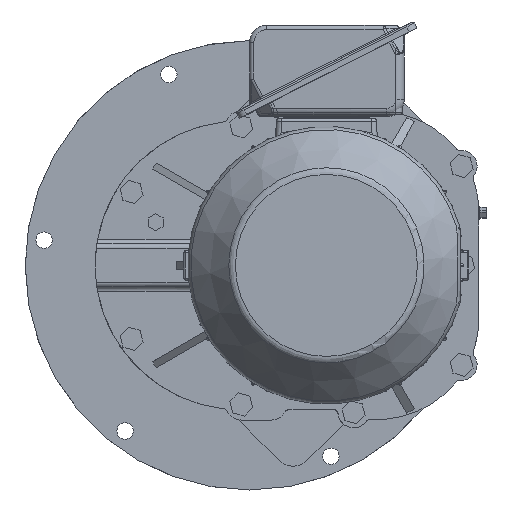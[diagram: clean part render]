
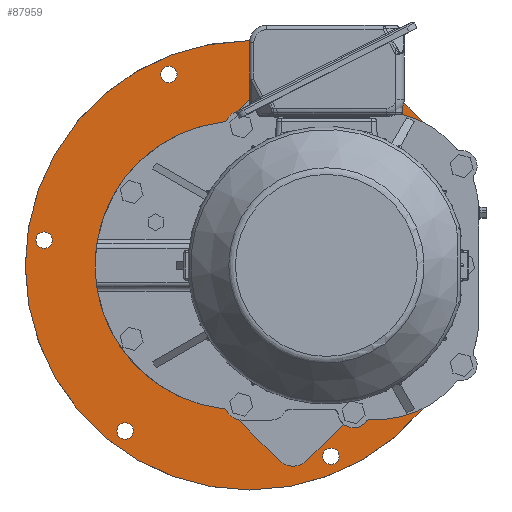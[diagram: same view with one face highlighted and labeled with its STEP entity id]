
A CAD part, left-side view. The second image highlights one B-rep face of the part: STEP entity #87959.
In plain terms, the highlighted planar face has unit normal (-1, 0, 0).
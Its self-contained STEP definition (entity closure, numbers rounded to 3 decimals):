
#3640 = CARTESIAN_POINT ( 'NONE',  ( -24., -273.357, -18.01 ) ) ;
#3850 = FACE_BOUND ( 'NONE', #71973, .T. ) ;
#5527 = AXIS2_PLACEMENT_3D ( 'NONE', #11346, #61387, #33181 ) ;
#6703 = DIRECTION ( 'NONE',  ( 0., 0., 1. ) ) ;
#7345 = CIRCLE ( 'NONE', #38247, 9.5 ) ;
#7796 = CARTESIAN_POINT ( 'NONE',  ( -24., -210., 0. ) ) ;
#7940 = LINE ( 'NONE', #126120, #78495 ) ;
#9573 = DIRECTION ( 'NONE',  ( 0., 0., 1. ) ) ;
#11346 = CARTESIAN_POINT ( 'NONE',  ( -24., 144.436, -191.673 ) ) ;
#11534 = VERTEX_POINT ( 'NONE', #55518 ) ;
#12379 = VERTEX_POINT ( 'NONE', #107750 ) ;
#16808 = DIRECTION ( 'NONE',  ( 0., 0., 1. ) ) ;
#17355 = EDGE_CURVE ( 'NONE', #78474, #68412, #33258, .T. ) ;
#17968 = CARTESIAN_POINT ( 'NONE',  ( -24., -251.089, 46. ) ) ;
#18621 = EDGE_CURVE ( 'NONE', #119222, #119222, #32683, .T. ) ;
#18949 = LINE ( 'NONE', #58116, #54767 ) ;
#18975 = ORIENTED_EDGE ( 'NONE', *, *, #29227, .F. ) ;
#19772 = ORIENTED_EDGE ( 'NONE', *, *, #125467, .F. ) ;
#21733 = DIRECTION ( 'NONE',  ( 0., 0., -1. ) ) ;
#21776 = ORIENTED_EDGE ( 'NONE', *, *, #18621, .F. ) ;
#22124 = CARTESIAN_POINT ( 'NONE',  ( -24., -93.775, -220.921 ) ) ;
#22400 = AXIS2_PLACEMENT_3D ( 'NONE', #24279, #71730, #93528 ) ;
#23264 = ORIENTED_EDGE ( 'NONE', *, *, #126325, .F. ) ;
#23380 = DIRECTION ( 'NONE',  ( 0., 0., 1. ) ) ;
#23591 = LINE ( 'NONE', #103791, #48813 ) ;
#24279 = CARTESIAN_POINT ( 'NONE',  ( -24., 238.211, 29.249 ) ) ;
#24823 = VERTEX_POINT ( 'NONE', #54327 ) ;
#27519 = DIRECTION ( 'NONE',  ( 0., 0., 1. ) ) ;
#27640 = CARTESIAN_POINT ( 'NONE',  ( -24., -260., 0. ) ) ;
#29227 = EDGE_CURVE ( 'NONE', #55318, #125759, #77877, .T. ) ;
#30023 = AXIS2_PLACEMENT_3D ( 'NONE', #27640, #66736, #9573 ) ;
#31551 = DIRECTION ( 'NONE',  ( 0., -1., 0. ) ) ;
#31785 = DIRECTION ( 'NONE',  ( -1., 0., 0. ) ) ;
#32683 = CIRCLE ( 'NONE', #22400, 9.5 ) ;
#33181 = DIRECTION ( 'NONE',  ( 0., 0., 1. ) ) ;
#33204 = VERTEX_POINT ( 'NONE', #53070 ) ;
#33258 = LINE ( 'NONE', #3640, #102143 ) ;
#34510 = EDGE_LOOP ( 'NONE', ( #59585 ) ) ;
#34627 = DIRECTION ( 'NONE',  ( -1., 0., 0. ) ) ;
#34722 = VERTEX_POINT ( 'NONE', #44886 ) ;
#35514 = CIRCLE ( 'NONE', #58021, 9.5 ) ;
#36281 = CIRCLE ( 'NONE', #120276, 104.5 ) ;
#37258 = FACE_BOUND ( 'NONE', #99983, .T. ) ;
#37901 = FACE_OUTER_BOUND ( 'NONE', #48130, .T. ) ;
#38247 = AXIS2_PLACEMENT_3D ( 'NONE', #22124, #51619, #23380 ) ;
#38758 = DIRECTION ( 'NONE',  ( -1., 0., 0. ) ) ;
#42704 = EDGE_CURVE ( 'NONE', #34722, #106822, #18949, .T. ) ;
#42814 = EDGE_CURVE ( 'NONE', #33204, #33204, #122500, .T. ) ;
#43135 = CARTESIAN_POINT ( 'NONE',  ( -24., 12., -154. ) ) ;
#44109 = VERTEX_POINT ( 'NONE', #112125 ) ;
#44886 = CARTESIAN_POINT ( 'NONE',  ( -24., -255.898, 46. ) ) ;
#45137 = ORIENTED_EDGE ( 'NONE', *, *, #80983, .F. ) ;
#48130 = EDGE_LOOP ( 'NONE', ( #60883, #61054, #45137, #110797, #82744, #18975, #111006, #51690, #19772 ) ) ;
#48813 = VECTOR ( 'NONE', #64609, 1000. ) ;
#50076 = CARTESIAN_POINT ( 'NONE',  ( -24., -90., -154. ) ) ;
#50508 = AXIS2_PLACEMENT_3D ( 'NONE', #62745, #119927, #21733 ) ;
#51011 = CARTESIAN_POINT ( 'NONE',  ( -24., 93.775, 220.921 ) ) ;
#51619 = DIRECTION ( 'NONE',  ( -1., 0., 0. ) ) ;
#51623 = CARTESIAN_POINT ( 'NONE',  ( -24., -210., -23.006 ) ) ;
#51690 = ORIENTED_EDGE ( 'NONE', *, *, #57689, .F. ) ;
#51696 = EDGE_LOOP ( 'NONE', ( #69840 ) ) ;
#53070 = CARTESIAN_POINT ( 'NONE',  ( -24., 93.775, 230.421 ) ) ;
#54327 = CARTESIAN_POINT ( 'NONE',  ( -24., -93.775, -211.421 ) ) ;
#54523 = VERTEX_POINT ( 'NONE', #51623 ) ;
#54767 = VECTOR ( 'NONE', #115263, 1000. ) ;
#54964 = CARTESIAN_POINT ( 'NONE',  ( -24., -238.211, -19.749 ) ) ;
#55318 = VERTEX_POINT ( 'NONE', #123197 ) ;
#55518 = CARTESIAN_POINT ( 'NONE',  ( -24., -223.67, 132.559 ) ) ;
#56189 = DIRECTION ( 'NONE',  ( -1., 0., 0. ) ) ;
#57689 = EDGE_CURVE ( 'NONE', #11534, #12379, #36281, .T. ) ;
#58021 = AXIS2_PLACEMENT_3D ( 'NONE', #58275, #116701, #27519 ) ;
#58116 = CARTESIAN_POINT ( 'NONE',  ( -24., -260., 46. ) ) ;
#58275 = CARTESIAN_POINT ( 'NONE',  ( -24., -144.436, 191.673 ) ) ;
#59227 = CARTESIAN_POINT ( 'NONE',  ( -24., -147.65, 60.856 ) ) ;
#59476 = AXIS2_PLACEMENT_3D ( 'NONE', #119845, #107211, #80002 ) ;
#59585 = ORIENTED_EDGE ( 'NONE', *, *, #78540, .F. ) ;
#60883 = ORIENTED_EDGE ( 'NONE', *, *, #42704, .T. ) ;
#61054 = ORIENTED_EDGE ( 'NONE', *, *, #124869, .F. ) ;
#61085 = EDGE_CURVE ( 'NONE', #12379, #55318, #23591, .T. ) ;
#61387 = DIRECTION ( 'NONE',  ( -1., 0., 0. ) ) ;
#62745 = CARTESIAN_POINT ( 'NONE',  ( -24., 0., 0. ) ) ;
#64609 = DIRECTION ( 'NONE',  ( 0., 1., 0. ) ) ;
#66736 = DIRECTION ( 'NONE',  ( -1., 0., 0. ) ) ;
#67514 = LINE ( 'NONE', #7796, #112410 ) ;
#68412 = VERTEX_POINT ( 'NONE', #94429 ) ;
#69840 = ORIENTED_EDGE ( 'NONE', *, *, #71678, .F. ) ;
#71170 = CIRCLE ( 'NONE', #5527, 9.5 ) ;
#71678 = EDGE_CURVE ( 'NONE', #44109, #44109, #35514, .T. ) ;
#71730 = DIRECTION ( 'NONE',  ( -1., 0., 0. ) ) ;
#71973 = EDGE_LOOP ( 'NONE', ( #97899 ) ) ;
#72893 = AXIS2_PLACEMENT_3D ( 'NONE', #112708, #56189, #6703 ) ;
#75096 = AXIS2_PLACEMENT_3D ( 'NONE', #92957, #34627, #113538 ) ;
#76929 = EDGE_LOOP ( 'NONE', ( #23264 ) ) ;
#77090 = ORIENTED_EDGE ( 'NONE', *, *, #42814, .F. ) ;
#77877 = CIRCLE ( 'NONE', #59476, 154. ) ;
#77901 = EDGE_CURVE ( 'NONE', #24823, #24823, #7345, .T. ) ;
#78474 = VERTEX_POINT ( 'NONE', #50076 ) ;
#78495 = VECTOR ( 'NONE', #31551, 1000. ) ;
#78540 = EDGE_CURVE ( 'NONE', #92808, #92808, #87398, .T. ) ;
#80002 = DIRECTION ( 'NONE',  ( 0., 0., 1. ) ) ;
#80983 = EDGE_CURVE ( 'NONE', #68412, #54523, #67514, .T. ) ;
#82180 = FACE_BOUND ( 'NONE', #34510, .T. ) ;
#82744 = ORIENTED_EDGE ( 'NONE', *, *, #111806, .F. ) ;
#83827 = VERTEX_POINT ( 'NONE', #84450 ) ;
#84450 = CARTESIAN_POINT ( 'NONE',  ( -24., 144.436, -182.173 ) ) ;
#87398 = CIRCLE ( 'NONE', #75096, 9.5 ) ;
#87959 = ADVANCED_FACE ( 'NONE', ( #3850, #82180, #118060, #96877, #37258, #115544, #37901 ), #106548, .T. ) ;
#92808 = VERTEX_POINT ( 'NONE', #54964 ) ;
#92957 = CARTESIAN_POINT ( 'NONE',  ( -24., -238.211, -29.249 ) ) ;
#93528 = DIRECTION ( 'NONE',  ( 0., 0., 1. ) ) ;
#94429 = CARTESIAN_POINT ( 'NONE',  ( -24., -210., -65. ) ) ;
#96459 = DIRECTION ( 'NONE',  ( 0., 0., 1. ) ) ;
#96877 = FACE_BOUND ( 'NONE', #127067, .T. ) ;
#97899 = ORIENTED_EDGE ( 'NONE', *, *, #77901, .F. ) ;
#99983 = EDGE_LOOP ( 'NONE', ( #21776 ) ) ;
#102143 = VECTOR ( 'NONE', #110911, 1000. ) ;
#103791 = CARTESIAN_POINT ( 'NONE',  ( -24., -260., 154. ) ) ;
#106548 = PLANE ( 'NONE',  #30023 ) ;
#106822 = VERTEX_POINT ( 'NONE', #17968 ) ;
#107211 = DIRECTION ( 'NONE',  ( -1., 0., 0. ) ) ;
#107750 = CARTESIAN_POINT ( 'NONE',  ( -24., -100.275, 154. ) ) ;
#110797 = ORIENTED_EDGE ( 'NONE', *, *, #17355, .F. ) ;
#110911 = DIRECTION ( 'NONE',  ( 0., -0.803, 0.596 ) ) ;
#111006 = ORIENTED_EDGE ( 'NONE', *, *, #61085, .F. ) ;
#111314 = DIRECTION ( 'NONE',  ( 0., 0., 1. ) ) ;
#111806 = EDGE_CURVE ( 'NONE', #125759, #78474, #7940, .T. ) ;
#112125 = CARTESIAN_POINT ( 'NONE',  ( -24., -144.436, 201.173 ) ) ;
#112410 = VECTOR ( 'NONE', #16808, 1000. ) ;
#112708 = CARTESIAN_POINT ( 'NONE',  ( -24., -147.65, 60.856 ) ) ;
#113538 = DIRECTION ( 'NONE',  ( 0., 0., 1. ) ) ;
#115263 = DIRECTION ( 'NONE',  ( 0., 1., 0. ) ) ;
#115544 = FACE_BOUND ( 'NONE', #51696, .T. ) ;
#116701 = DIRECTION ( 'NONE',  ( -1., 0., 0. ) ) ;
#118060 = FACE_BOUND ( 'NONE', #76929, .T. ) ;
#118226 = CIRCLE ( 'NONE', #50508, 260. ) ;
#119222 = VERTEX_POINT ( 'NONE', #121746 ) ;
#119845 = CARTESIAN_POINT ( 'NONE',  ( -24., 12., 0. ) ) ;
#119927 = DIRECTION ( 'NONE',  ( 1., 0., 0. ) ) ;
#120276 = AXIS2_PLACEMENT_3D ( 'NONE', #59227, #38758, #96459 ) ;
#121746 = CARTESIAN_POINT ( 'NONE',  ( -24., 238.211, 38.749 ) ) ;
#122500 = CIRCLE ( 'NONE', #126589, 9.5 ) ;
#123197 = CARTESIAN_POINT ( 'NONE',  ( -24., 12., 154. ) ) ;
#124869 = EDGE_CURVE ( 'NONE', #54523, #106822, #126338, .T. ) ;
#125467 = EDGE_CURVE ( 'NONE', #34722, #11534, #118226, .T. ) ;
#125759 = VERTEX_POINT ( 'NONE', #43135 ) ;
#126120 = CARTESIAN_POINT ( 'NONE',  ( -24., -260., -154. ) ) ;
#126325 = EDGE_CURVE ( 'NONE', #83827, #83827, #71170, .T. ) ;
#126338 = CIRCLE ( 'NONE', #72893, 104.5 ) ;
#126589 = AXIS2_PLACEMENT_3D ( 'NONE', #51011, #31785, #111314 ) ;
#127067 = EDGE_LOOP ( 'NONE', ( #77090 ) ) ;
